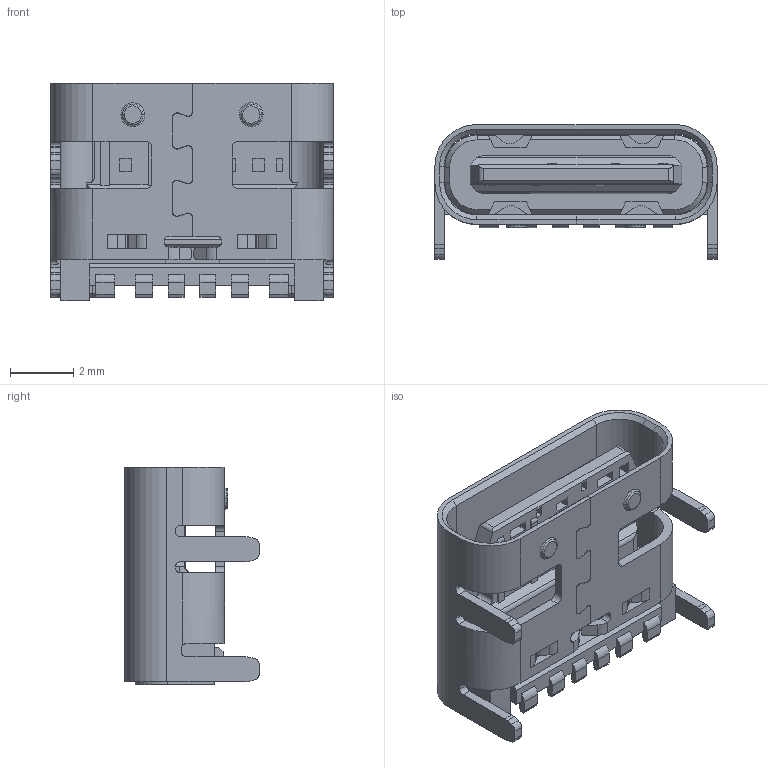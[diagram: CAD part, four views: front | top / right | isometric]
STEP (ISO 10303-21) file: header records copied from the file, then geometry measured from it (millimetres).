
FILE_DESCRIPTION (( 'STEP AP214' ), '1' );
FILE_NAME ('UJC-HP2-3-SMT-TR.STEP', '2024-01-21T15:30:03', ( '' ), ( '' ), 'SwSTEP 2.0', 'SolidWorks 2016', '' );
FILE_SCHEMA (( 'AUTOMOTIVE_DESIGN' ));
Length unit declared in the file: millimetre
Products named in the file (1): UJC-HP2-3-SMT-TR
Bounding box: 8.94 x 4.26 x 6.9 mm (x, y, z)
Volume: 90.9 mm3; surface area: 458.8 mm2
Topology: 31 solids, 31 shells, 908 faces, 2470 edges, 1627 vertices
Faces by surface type: plane 648, cylinder 232, cone 18, bspline 10
Entity records: 33257 total; most frequent: CARTESIAN_POINT 5803, ORIENTED_EDGE 4938, DIRECTION 4567, EDGE_CURVE 2469, VECTOR 1877, LINE 1877, VERTEX_POINT 1627, AXIS2_PLACEMENT_3D 1345
